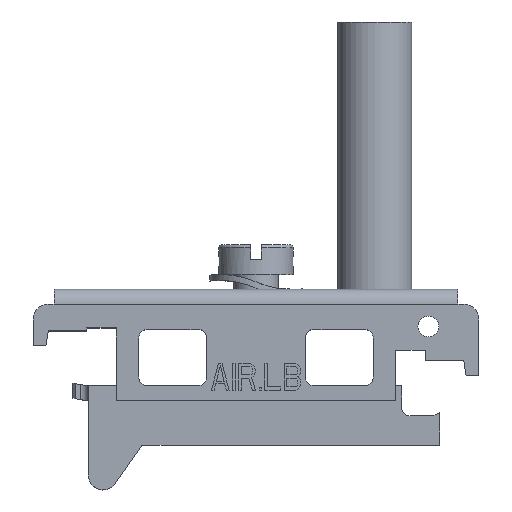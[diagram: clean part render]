
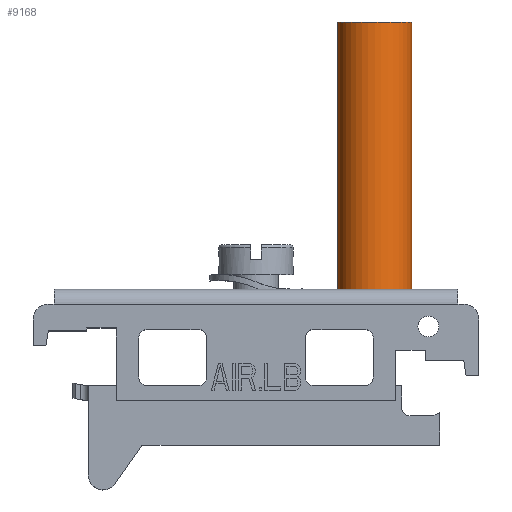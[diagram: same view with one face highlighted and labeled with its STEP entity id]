
A CAD part, top view. The second image highlights one B-rep face of the part: STEP entity #9168.
In plain terms, the highlighted cylindrical face has radius 2.5 mm (diameter 5 mm), a partial arc.
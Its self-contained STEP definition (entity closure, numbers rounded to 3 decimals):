
#461=CARTESIAN_POINT('',(8.,7.5,0.));
#462=DIRECTION('',(0.,-1.,0.));
#463=DIRECTION('',(1.,0.,0.));
#464=AXIS2_PLACEMENT_3D('',#461,#462,#463);
#2699=DIRECTION('',(0.,1.,0.));
#2700=VECTOR('',#2699,18.);
#2701=CARTESIAN_POINT('',(10.5,7.5,0.));
#2702=LINE('',#2701,#2700);
#2703=DIRECTION('',(0.,1.,0.));
#2704=VECTOR('',#2703,18.);
#2705=CARTESIAN_POINT('',(5.5,7.5,0.));
#2706=LINE('',#2705,#2704);
#2712=CARTESIAN_POINT('',(8.,25.5,0.));
#2713=DIRECTION('',(0.,-1.,0.));
#2714=DIRECTION('',(1.,0.,0.));
#2715=AXIS2_PLACEMENT_3D('',#2712,#2713,#2714);
#5384=CARTESIAN_POINT('',(10.5,25.5,0.));
#5385=CARTESIAN_POINT('',(5.5,25.5,0.));
#5386=VERTEX_POINT('',#5384);
#5387=VERTEX_POINT('',#5385);
#5410=CARTESIAN_POINT('',(10.5,7.5,0.));
#5411=CARTESIAN_POINT('',(5.5,7.5,0.));
#5412=VERTEX_POINT('',#5410);
#5413=VERTEX_POINT('',#5411);
#9154=CARTESIAN_POINT('',(8.,26.485,0.));
#9155=DIRECTION('',(0.,-1.,0.));
#9156=DIRECTION('',(-1.,0.,0.));
#9157=AXIS2_PLACEMENT_3D('',#9154,#9155,#9156);
#9158=CYLINDRICAL_SURFACE('',#9157,2.5);
#9159=ORIENTED_EDGE('',*,*,#5775,.T.);
#9161=ORIENTED_EDGE('',*,*,#9160,.T.);
#9163=ORIENTED_EDGE('',*,*,#9162,.F.);
#9165=ORIENTED_EDGE('',*,*,#9164,.F.);
#9166=EDGE_LOOP('',(#9159,#9161,#9163,#9165));
#9167=FACE_OUTER_BOUND('',#9166,.F.);
#9168=ADVANCED_FACE('',(#9167),#9158,.T.);
#465=CIRCLE('',#464,2.5);
#2716=CIRCLE('',#2715,2.5);
#5775=EDGE_CURVE('',#5412,#5413,#465,.T.);
#9160=EDGE_CURVE('',#5413,#5387,#2706,.T.);
#9162=EDGE_CURVE('',#5386,#5387,#2716,.T.);
#9164=EDGE_CURVE('',#5412,#5386,#2702,.T.);
